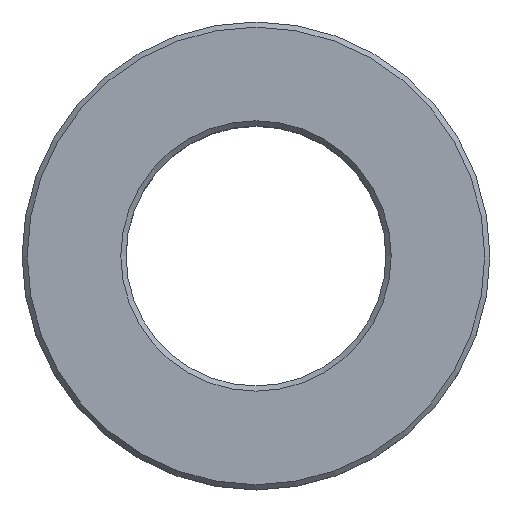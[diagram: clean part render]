
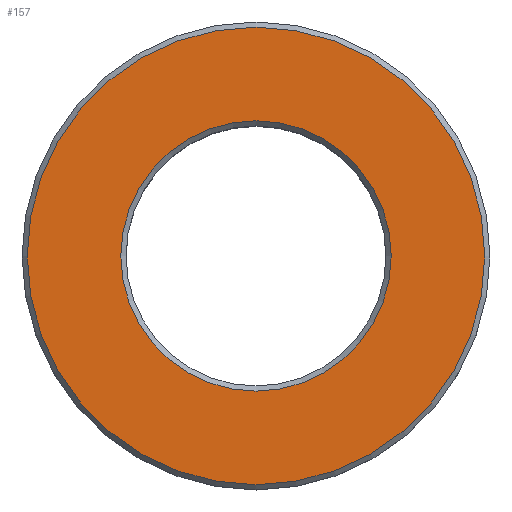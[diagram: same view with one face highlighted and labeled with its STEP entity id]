
A CAD part, top view. The second image highlights one B-rep face of the part: STEP entity #157.
In plain terms, the highlighted planar face has unit normal (0, 0, 1).
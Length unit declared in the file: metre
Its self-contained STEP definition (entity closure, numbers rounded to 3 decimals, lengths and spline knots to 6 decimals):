
#157=ADVANCED_FACE('',(#182,#183),#184,.T.);
#182=FACE_BOUND('',#2756,.T.);
#183=FACE_OUTER_BOUND('',#2757,.T.);
#184=PLANE('',#2758);
#2756=EDGE_LOOP('',(#5346));
#2757=EDGE_LOOP('',(#5347));
#2758=AXIS2_PLACEMENT_3D('',#5348,#5349,#5350);
#5346=ORIENTED_EDGE('',*,*,#5425,.T.);
#5347=ORIENTED_EDGE('',*,*,#5426,.F.);
#5348=CARTESIAN_POINT('',(0.022,0.0,0.025));
#5349=DIRECTION('',(0.0,0.,1.0));
#5350=DIRECTION('',(0.0,-1.0,0.));
#5425=EDGE_CURVE('',#5459,#5459,#5460,.T.);
#5426=EDGE_CURVE('',#5461,#5461,#5462,.T.);
#5459=VERTEX_POINT('',#5701);
#5460=CIRCLE('',#5702,0.013);
#5461=VERTEX_POINT('',#5703);
#5462=CIRCLE('',#5704,0.022);
#5701=CARTESIAN_POINT('',(0.0,0.013,0.025));
#5702=AXIS2_PLACEMENT_3D('',#5784,#5785,#5786);
#5703=CARTESIAN_POINT('',(0.0,0.022,0.025));
#5704=AXIS2_PLACEMENT_3D('',#5787,#5788,#5789);
#5784=CARTESIAN_POINT('',(0.0,0.0,0.025));
#5785=DIRECTION('',(0.0,0.,-1.0));
#5786=DIRECTION('',(0.0,1.0,0.));
#5787=CARTESIAN_POINT('',(0.0,0.0,0.025));
#5788=DIRECTION('',(0.0,0.,-1.0));
#5789=DIRECTION('',(0.0,1.0,0.));
